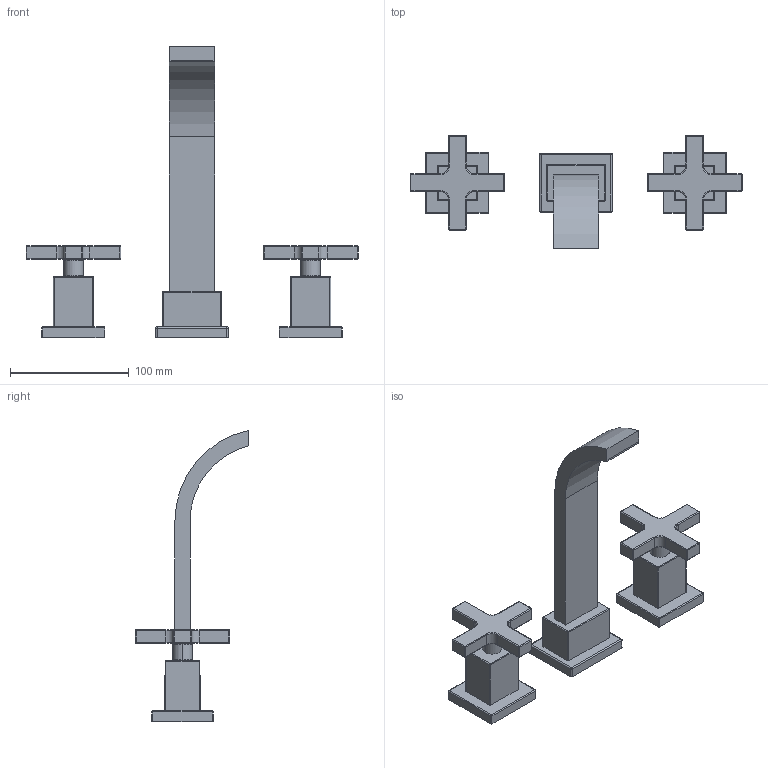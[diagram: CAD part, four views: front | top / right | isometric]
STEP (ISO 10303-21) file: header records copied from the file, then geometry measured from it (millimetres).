
FILE_DESCRIPTION((''),'2;1');
FILE_NAME('3-2061_SW0001','2020-11-30T11:38:17',('rsmith'),(''),'CREO PARAMETRIC BY PTC INC, 2018400','CREO PARAMETRIC BY PTC INC, 2018400','');
FILE_SCHEMA(('AUTOMOTIVE_DESIGN { 1 0 10303 214 1 1 1 1 }'));
Length unit declared in the file: inch
Products named in the file (1): 3-2061_SW0001
Bounding box: 279.76 x 95.76 x 245.23 mm (x, y, z)
Volume: 299256.8 mm3; surface area: 98022.3 mm2
Topology: 3 solids, 4 shells, 283 faces, 591 edges, 326 vertices
Faces by surface type: cylinder 132, plane 75, sphere 56, torus 20
Entity records: 11708 total; most frequent: DIRECTION 1445, CARTESIAN_POINT 1202, ORIENTED_EDGE 1182, PRESENTATION_STYLE_ASSIGNMENT 877, STYLED_ITEM 595, CURVE_STYLE 591, EDGE_CURVE 591, AXIS2_PLACEMENT_3D 571
